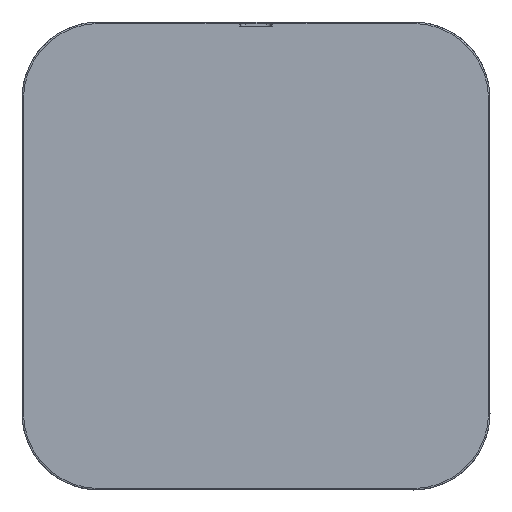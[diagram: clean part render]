
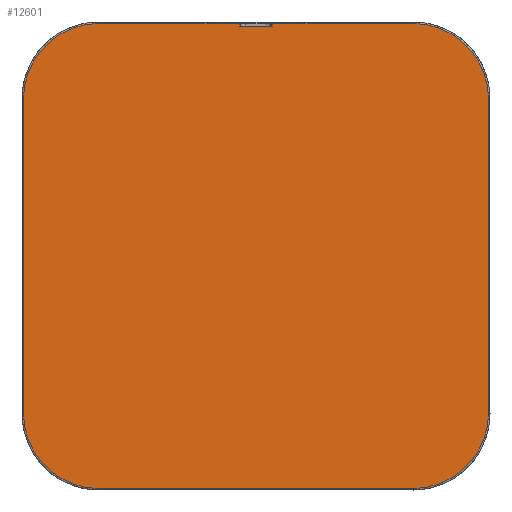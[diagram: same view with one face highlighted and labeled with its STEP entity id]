
A CAD part, front view. The second image highlights one B-rep face of the part: STEP entity #12601.
In plain terms, the highlighted face is planar.
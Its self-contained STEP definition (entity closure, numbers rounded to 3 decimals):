
#7161=CARTESIAN_POINT(' ',(0.,45.697,-31.002));
#7162=VERTEX_POINT(' ',#7161);
#7176=CARTESIAN_POINT(' ',(0.,45.697,-31.002));
#7181=DIRECTION(' ',(0.,0.,1.));
#7186=VECTOR(' ',#7181,1.);
#7191=LINE('',#7176,#7186);
#7196=CARTESIAN_POINT(' ',(0.,45.697,31.002));
#7197=VERTEX_POINT(' ',#7196);
#7201=EDGE_CURVE(' ',#7162,#7197,#7191,.T.);
#7996=CARTESIAN_POINT(' ',(0.,31.005,31.005));
#8001=DIRECTION(' ',(1.,0.,0.));
#8006=DIRECTION(' ',(0.,1.,0.));
#8011=AXIS2_PLACEMENT_3D(' ',#7996,#8001,#8006);
#8016=CIRCLE('',#8011,14.692);
#8021=CARTESIAN_POINT(' ',(0.,31.002,45.697));
#8022=VERTEX_POINT(' ',#8021);
#8026=EDGE_CURVE(' ',#7197,#8022,#8016,.T.);
#8121=CARTESIAN_POINT(' ',(0.,31.002,45.697));
#8126=DIRECTION(' ',(0.,-1.,0.));
#8131=VECTOR(' ',#8126,1.);
#8136=LINE('',#8121,#8131);
#8141=CARTESIAN_POINT(' ',(0.,-31.002,45.697));
#8142=VERTEX_POINT(' ',#8141);
#8146=EDGE_CURVE(' ',#8022,#8142,#8136,.T.);
#8941=CARTESIAN_POINT(' ',(0.,-31.005,31.005));
#8946=DIRECTION(' ',(1.,0.,0.));
#8951=DIRECTION(' ',(0.,0.,1.));
#8956=AXIS2_PLACEMENT_3D(' ',#8941,#8946,#8951);
#8961=CIRCLE('',#8956,14.692);
#8966=CARTESIAN_POINT(' ',(0.,-45.697,31.002));
#8967=VERTEX_POINT(' ',#8966);
#8971=EDGE_CURVE(' ',#8142,#8967,#8961,.T.);
#9071=CARTESIAN_POINT(' ',(0.,-45.697,31.002));
#9076=DIRECTION(' ',(0.,0.,-1.));
#9081=VECTOR(' ',#9076,1.);
#9086=LINE('',#9071,#9081);
#9091=CARTESIAN_POINT(' ',(0.,-45.697,3.297));
#9092=VERTEX_POINT(' ',#9091);
#9096=EDGE_CURVE(' ',#8967,#9092,#9086,.T.);
#10521=CARTESIAN_POINT(' ',(0.,-45.697,-3.297));
#10526=DIRECTION(' ',(0.,0.,-1.));
#10531=VECTOR(' ',#10526,1.);
#10536=LINE('',#10521,#10531);
#10541=CARTESIAN_POINT(' ',(0.,-45.697,-3.297));
#10542=VERTEX_POINT(' ',#10541);
#10546=CARTESIAN_POINT(' ',(0.,-45.697,-31.002));
#10547=VERTEX_POINT(' ',#10546);
#10551=EDGE_CURVE(' ',#10542,#10547,#10536,.T.);
#11416=CARTESIAN_POINT(' ',(0.,-31.005,-31.005));
#11421=DIRECTION(' ',(1.,0.,0.));
#11426=DIRECTION(' ',(0.,-1.,0.));
#11431=AXIS2_PLACEMENT_3D(' ',#11416,#11421,#11426);
#11436=CIRCLE('',#11431,14.692);
#11441=CARTESIAN_POINT(' ',(0.,-31.003,-45.697));
#11442=VERTEX_POINT(' ',#11441);
#11446=EDGE_CURVE(' ',#10547,#11442,#11436,.T.);
#11541=CARTESIAN_POINT(' ',(0.,-31.003,-45.697));
#11546=DIRECTION(' ',(0.,1.,0.));
#11551=VECTOR(' ',#11546,1.);
#11556=LINE('',#11541,#11551);
#11561=CARTESIAN_POINT(' ',(0.,31.002,-45.697));
#11562=VERTEX_POINT(' ',#11561);
#11566=EDGE_CURVE(' ',#11442,#11562,#11556,.T.);
#12361=CARTESIAN_POINT(' ',(0.,31.005,-31.005));
#12366=DIRECTION(' ',(1.,0.,0.));
#12371=DIRECTION(' ',(0.,0.,-1.));
#12376=AXIS2_PLACEMENT_3D(' ',#12361,#12366,#12371);
#12381=CIRCLE('',#12376,14.692);
#12386=EDGE_CURVE(' ',#11562,#7162,#12381,.T.);
#12421=DIRECTION(' ',(-1.,0.,0.));
#12426=CARTESIAN_POINT(' ',(0.,-45.697,-45.697));
#12431=DIRECTION(' ',(0.,0.,1.));
#12436=AXIS2_PLACEMENT_3D(' ',#12426,#12421,#12431);
#12441=PLANE('',#12436);
#12446=ORIENTED_EDGE(' ',*,*,#10551,.F.);
#12451=CARTESIAN_POINT(' ',(0.,-45.165,-3.297));
#12456=DIRECTION(' ',(0.,-1.,0.));
#12461=VECTOR(' ',#12456,1.);
#12466=LINE('',#12451,#12461);
#12471=CARTESIAN_POINT(' ',(0.,-45.165,-3.297));
#12472=VERTEX_POINT(' ',#12471);
#12476=EDGE_CURVE(' ',#12472,#10542,#12466,.T.);
#12481=ORIENTED_EDGE(' ',*,*,#12476,.F.);
#12486=CARTESIAN_POINT(' ',(0.,-45.165,-3.297));
#12491=DIRECTION(' ',(0.,0.,1.));
#12496=VECTOR(' ',#12491,1.);
#12501=LINE('',#12486,#12496);
#12506=CARTESIAN_POINT(' ',(0.,-45.165,3.297));
#12507=VERTEX_POINT(' ',#12506);
#12511=EDGE_CURVE(' ',#12472,#12507,#12501,.T.);
#12516=ORIENTED_EDGE(' ',*,*,#12511,.T.);
#12521=CARTESIAN_POINT(' ',(0.,-45.697,3.297));
#12526=DIRECTION(' ',(0.,1.,0.));
#12531=VECTOR(' ',#12526,1.);
#12536=LINE('',#12521,#12531);
#12541=EDGE_CURVE(' ',#9092,#12507,#12536,.T.);
#12546=ORIENTED_EDGE(' ',*,*,#12541,.F.);
#12551=ORIENTED_EDGE(' ',*,*,#9096,.F.);
#12556=ORIENTED_EDGE(' ',*,*,#8971,.F.);
#12561=ORIENTED_EDGE(' ',*,*,#8146,.F.);
#12566=ORIENTED_EDGE(' ',*,*,#8026,.F.);
#12571=ORIENTED_EDGE(' ',*,*,#7201,.F.);
#12576=ORIENTED_EDGE(' ',*,*,#12386,.F.);
#12581=ORIENTED_EDGE(' ',*,*,#11566,.F.);
#12586=ORIENTED_EDGE(' ',*,*,#11446,.F.);
#12591=EDGE_LOOP(' ',(#12446,#12481,#12516,#12546,#12551,#12556,#12561,#12566,#12571,#12576,#12581,#12586));
#12596=FACE_OUTER_BOUND(' ',#12591,.T.);
#12601=ADVANCED_FACE('',(#12596),#12441,.T.);
